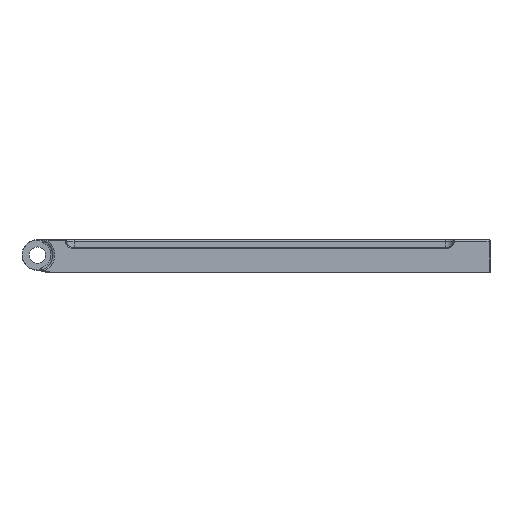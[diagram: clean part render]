
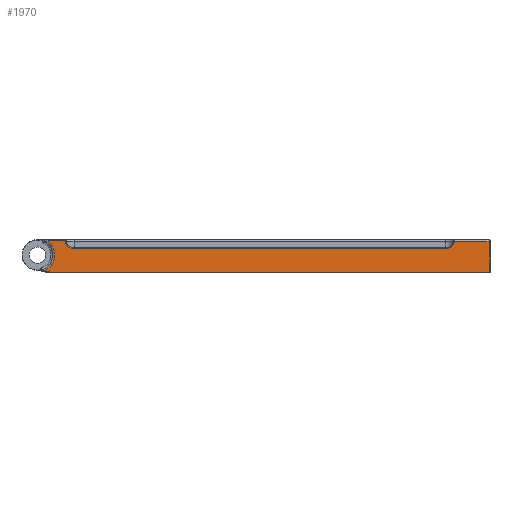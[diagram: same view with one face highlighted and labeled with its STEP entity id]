
A CAD part, front view. The second image highlights one B-rep face of the part: STEP entity #1970.
In plain terms, the highlighted planar face has unit normal (0, -1, 0).
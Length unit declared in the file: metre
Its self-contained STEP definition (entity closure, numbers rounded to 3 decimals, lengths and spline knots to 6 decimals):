
#73=PLANE('',#2165);
#158=CIRCLE('',#2131,0.00175);
#161=CIRCLE('',#2135,0.00175);
#175=CIRCLE('',#2163,0.00025);
#177=CIRCLE('',#2166,0.0045);
#423=ORIENTED_EDGE('',*,*,#1008,.T.);
#424=ORIENTED_EDGE('',*,*,#1009,.T.);
#425=ORIENTED_EDGE('',*,*,#967,.T.);
#426=ORIENTED_EDGE('',*,*,#1010,.T.);
#427=ORIENTED_EDGE('',*,*,#1011,.T.);
#428=ORIENTED_EDGE('',*,*,#1012,.T.);
#429=ORIENTED_EDGE('',*,*,#963,.T.);
#430=ORIENTED_EDGE('',*,*,#958,.T.);
#431=ORIENTED_EDGE('',*,*,#966,.T.);
#432=ORIENTED_EDGE('',*,*,#1006,.T.);
#958=EDGE_CURVE('',#1257,#1255,#1407,.T.);
#963=EDGE_CURVE('',#1259,#1257,#158,.F.);
#966=EDGE_CURVE('',#1255,#1262,#161,.F.);
#967=EDGE_CURVE('',#1263,#1264,#1409,.F.);
#1006=EDGE_CURVE('',#1262,#1290,#175,.T.);
#1008=EDGE_CURVE('',#1290,#1291,#1430,.T.);
#1009=EDGE_CURVE('',#1291,#1263,#177,.F.);
#1010=EDGE_CURVE('',#1264,#1292,#1431,.T.);
#1011=EDGE_CURVE('',#1292,#1293,#1432,.F.);
#1012=EDGE_CURVE('',#1293,#1259,#1433,.T.);
#1255=VERTEX_POINT('',#3183);
#1257=VERTEX_POINT('',#3186);
#1259=VERTEX_POINT('',#3192);
#1262=VERTEX_POINT('',#3200);
#1263=VERTEX_POINT('',#3204);
#1264=VERTEX_POINT('',#3205);
#1290=VERTEX_POINT('',#3303);
#1291=VERTEX_POINT('',#3308);
#1292=VERTEX_POINT('',#3311);
#1293=VERTEX_POINT('',#3313);
#1407=LINE('',#3185,#1523);
#1409=LINE('',#3203,#1525);
#1430=LINE('',#3307,#1546);
#1431=LINE('',#3310,#1547);
#1432=LINE('',#3312,#1548);
#1433=LINE('',#3314,#1549);
#1523=VECTOR('',#2471,1.);
#1525=VECTOR('',#2493,1.);
#1546=VECTOR('',#2572,1.);
#1547=VECTOR('',#2575,1.);
#1548=VECTOR('',#2576,1.);
#1549=VECTOR('',#2577,1.);
#1635=EDGE_LOOP('',(#423,#424,#425,#426,#427,#428,#429,#430,#431,#432));
#1778=FACE_BOUND('',#1635,.T.);
#1970=ADVANCED_FACE('',(#1778),#73,.T.);
#2131=AXIS2_PLACEMENT_3D('',#3195,#2481,#2482);
#2135=AXIS2_PLACEMENT_3D('',#3201,#2489,#2490);
#2163=AXIS2_PLACEMENT_3D('',#3304,#2566,#2567);
#2165=AXIS2_PLACEMENT_3D('',#3306,#2570,#2571);
#2166=AXIS2_PLACEMENT_3D('',#3309,#2573,#2574);
#2471=DIRECTION('',(-1.,0.,0.));
#2481=DIRECTION('',(0.,-1.,0.));
#2482=DIRECTION('',(0.,0.,-1.));
#2489=DIRECTION('',(0.,-1.,0.));
#2490=DIRECTION('',(0.,0.,-1.));
#2493=DIRECTION('',(-0.984,0.,0.176));
#2566=DIRECTION('',(0.,-1.,0.));
#2567=DIRECTION('',(0.,0.,-1.));
#2570=DIRECTION('',(0.,-1.,0.));
#2571=DIRECTION('',(0.,0.,-1.));
#2572=DIRECTION('',(-1.,0.,0.));
#2573=DIRECTION('',(0.,-1.,0.));
#2574=DIRECTION('',(0.,0.,-1.));
#2575=DIRECTION('',(1.,0.,0.));
#2576=DIRECTION('',(0.,0.,-1.));
#2577=DIRECTION('',(-1.,0.,0.));
#3183=CARTESIAN_POINT('',(-0.048243,-0.047387,0.00625));
#3185=CARTESIAN_POINT('',(-0.009543,-0.047387,0.00625));
#3186=CARTESIAN_POINT('',(0.049157,-0.047387,0.00625));
#3192=CARTESIAN_POINT('',(0.050907,-0.047387,0.008));
#3195=CARTESIAN_POINT('',(0.049157,-0.047387,0.008));
#3200=CARTESIAN_POINT('',(-0.049993,-0.047387,0.008));
#3201=CARTESIAN_POINT('',(-0.048243,-0.047387,0.008));
#3203=CARTESIAN_POINT('',(-0.054799,-0.047387,0.000246));
#3204=CARTESIAN_POINT('',(-0.055502,-0.047387,0.000372));
#3205=CARTESIAN_POINT('',(-0.053419,-0.047387,0.));
#3303=CARTESIAN_POINT('',(-0.050243,-0.047387,0.00825));
#3304=CARTESIAN_POINT('',(-0.050243,-0.047387,0.008));
#3306=CARTESIAN_POINT('',(-0.009543,-0.047387,-0.004));
#3307=CARTESIAN_POINT('',(-0.009543,-0.047387,0.00825));
#3308=CARTESIAN_POINT('',(-0.054805,-0.047387,0.00825));
#3309=CARTESIAN_POINT('',(-0.057293,-0.047387,0.0045));
#3310=CARTESIAN_POINT('',(-0.054293,-0.047387,0.));
#3311=CARTESIAN_POINT('',(0.059957,-0.047387,0.));
#3312=CARTESIAN_POINT('',(0.059957,-0.047387,-0.004));
#3313=CARTESIAN_POINT('',(0.059957,-0.047387,0.008));
#3314=CARTESIAN_POINT('',(-0.009543,-0.047387,0.008));
